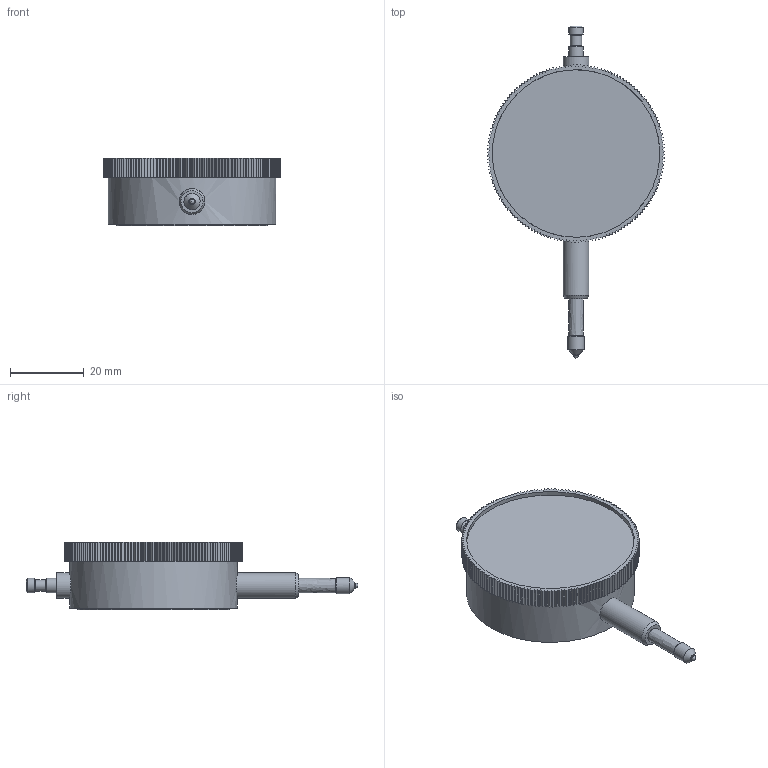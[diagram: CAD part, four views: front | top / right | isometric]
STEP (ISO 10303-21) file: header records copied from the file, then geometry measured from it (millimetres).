
FILE_DESCRIPTION(('FreeCAD Model'),'2;1');
FILE_NAME('Open CASCADE Shape Model','2025-05-07T17:09:32',('FreeCAD'),( 'FreeCAD'),'Open CASCADE STEP processor 7.6','FreeCAD','Unknown');
FILE_SCHEMA(('AUTOMOTIVE_DESIGN { 1 0 10303 214 1 1 1 1 }'));
Products named in the file (1): Open CASCADE STEP translator 7.6 1
Bounding box: 48.09 x 90.07 x 18.41 mm (x, y, z)
Volume: 17741.2 mm3; surface area: 27091.4 mm2
Topology: 39 solids, 44 shells, 2005 faces, 5464 edges, 3587 vertices
Faces by surface type: bspline 2005
Entity records: 101376 total; most frequent: CARTESIAN_POINT 69890, ORIENTED_EDGE 10906, EDGE_CURVE 5459, B_SPLINE_CURVE_WITH_KNOTS 3810, VERTEX_POINT 3587, FACE_BOUND 2173, EDGE_LOOP 2173, ADVANCED_FACE 2005
